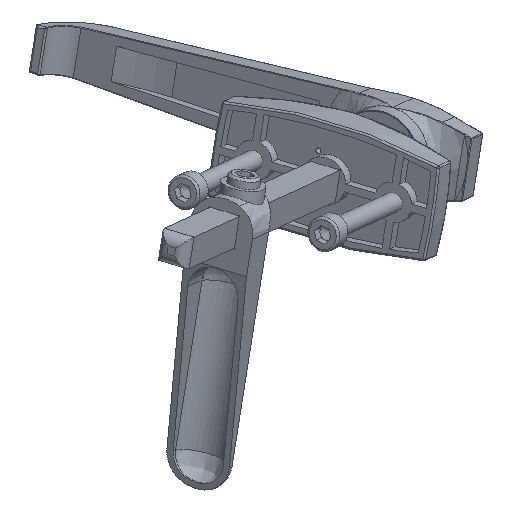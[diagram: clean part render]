
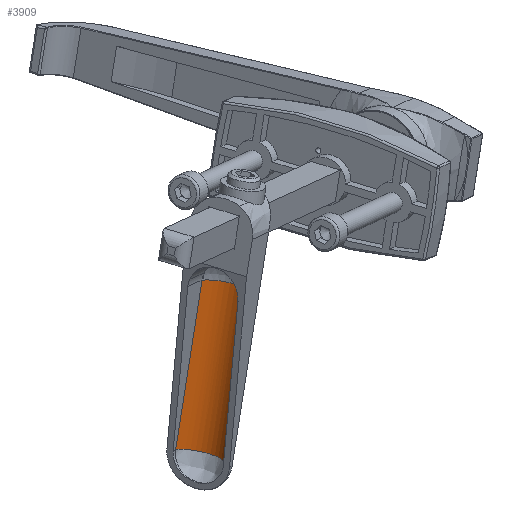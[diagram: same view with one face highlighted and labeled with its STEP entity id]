
A CAD part, front view. The second image highlights one B-rep face of the part: STEP entity #3909.
In plain terms, the highlighted cylindrical face has radius 7.82 mm (diameter 15.64 mm), a partial arc.
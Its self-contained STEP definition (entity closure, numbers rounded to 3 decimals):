
#398=FACE_OUTER_BOUND('',#644,.T.);
#644=EDGE_LOOP('',(#3412,#3413,#3414,#3415,#3416));
#862=CIRCLE('',#4317,7.82);
#863=CIRCLE('',#4319,7.82);
#864=CIRCLE('',#4320,7.82);
#1113=LINE('',#9325,#1408);
#1117=LINE('',#9334,#1412);
#1408=VECTOR('',#5268,1000.);
#1412=VECTOR('',#5274,1000.);
#1862=VERTEX_POINT('',#9313);
#1866=VERTEX_POINT('',#9322);
#1868=VERTEX_POINT('',#9328);
#1870=VERTEX_POINT('',#9332);
#1871=VERTEX_POINT('',#9664);
#2419=EDGE_CURVE('',#1866,#1862,#1113,.T.);
#2423=EDGE_CURVE('',#1868,#1870,#1117,.T.);
#2426=EDGE_CURVE('',#1866,#1870,#862,.T.);
#2427=EDGE_CURVE('',#1862,#1871,#863,.T.);
#2428=EDGE_CURVE('',#1871,#1868,#864,.T.);
#3412=ORIENTED_EDGE('',*,*,#2426,.F.);
#3413=ORIENTED_EDGE('',*,*,#2419,.T.);
#3414=ORIENTED_EDGE('',*,*,#2427,.T.);
#3415=ORIENTED_EDGE('',*,*,#2428,.T.);
#3416=ORIENTED_EDGE('',*,*,#2423,.T.);
#3720=CYLINDRICAL_SURFACE('',#4318,7.82);
#3909=ADVANCED_FACE('',(#398),#3720,.F.);
#4317=AXIS2_PLACEMENT_3D('',#9662,#5275,#5276);
#4318=AXIS2_PLACEMENT_3D('',#9663,#5277,#5278);
#4319=AXIS2_PLACEMENT_3D('',#9665,#5279,#5280);
#4320=AXIS2_PLACEMENT_3D('',#9666,#5281,#5282);
#5268=DIRECTION('',(0.146,-0.302,0.942));
#5274=DIRECTION('',(-0.146,0.302,-0.942));
#5275=DIRECTION('center_axis',(0.146,-0.302,0.942));
#5276=DIRECTION('ref_axis',(-0.879,0.397,0.264));
#5277=DIRECTION('center_axis',(0.146,-0.302,0.942));
#5278=DIRECTION('ref_axis',(-0.879,0.397,0.264));
#5279=DIRECTION('center_axis',(0.146,-0.302,0.942));
#5280=DIRECTION('ref_axis',(-0.879,0.397,0.264));
#5281=DIRECTION('center_axis',(0.146,-0.302,0.942));
#5282=DIRECTION('ref_axis',(-0.879,0.397,0.264));
#9313=CARTESIAN_POINT('',(347.612,23.857,-104.949));
#9322=CARTESIAN_POINT('',(341.313,36.861,-145.448));
#9325=CARTESIAN_POINT('',(347.612,23.857,-104.949));
#9328=CARTESIAN_POINT('',(335.615,29.272,-101.344));
#9332=CARTESIAN_POINT('',(329.316,42.277,-141.844));
#9334=CARTESIAN_POINT('',(335.615,29.272,-101.344));
#9662=CARTESIAN_POINT('Origin',(333.582,36.259,-144.439));
#9663=CARTESIAN_POINT('Origin',(339.88,23.254,-103.94));
#9664=CARTESIAN_POINT('',(335.855,29.43,-101.331));
#9665=CARTESIAN_POINT('Origin',(339.88,23.254,-103.94));
#9666=CARTESIAN_POINT('Origin',(339.88,23.254,-103.94));
